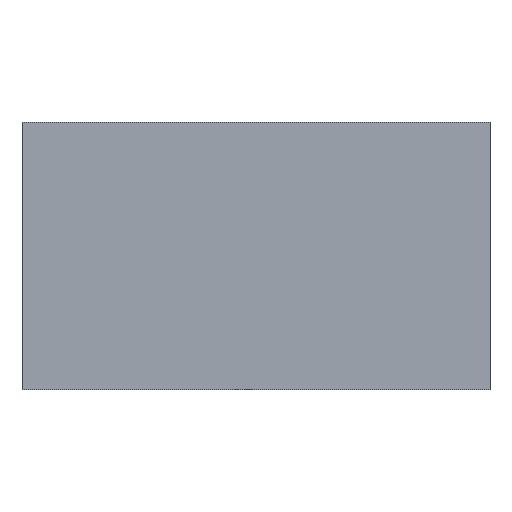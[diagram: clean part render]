
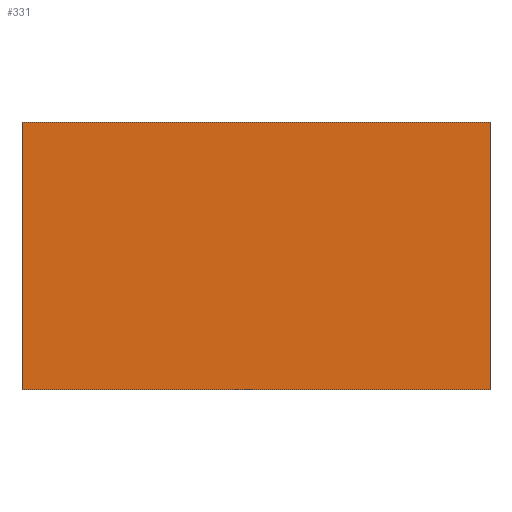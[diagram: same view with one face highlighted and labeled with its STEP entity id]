
A CAD part, front view. The second image highlights one B-rep face of the part: STEP entity #331.
In plain terms, the highlighted planar face has unit normal (0, -1, 0).
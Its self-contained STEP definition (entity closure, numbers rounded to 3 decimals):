
#58=ORIENTED_EDGE('',*,*,#160,.T.);
#59=ORIENTED_EDGE('',*,*,#161,.F.);
#60=ORIENTED_EDGE('',*,*,#162,.F.);
#61=ORIENTED_EDGE('',*,*,#157,.T.);
#157=EDGE_CURVE('',#209,#207,#242,.T.);
#160=EDGE_CURVE('',#207,#211,#245,.T.);
#161=EDGE_CURVE('',#212,#211,#246,.T.);
#162=EDGE_CURVE('',#209,#212,#247,.T.);
#207=VERTEX_POINT('',#531);
#209=VERTEX_POINT('',#534);
#211=VERTEX_POINT('',#540);
#212=VERTEX_POINT('',#542);
#242=LINE('',#533,#265);
#245=LINE('',#539,#268);
#246=LINE('',#541,#269);
#247=LINE('',#543,#270);
#265=VECTOR('',#414,1000.);
#268=VECTOR('',#419,1000.);
#269=VECTOR('',#420,1000.);
#270=VECTOR('',#421,1000.);
#288=EDGE_LOOP('',(#58,#59,#60,#61));
#307=FACE_BOUND('',#288,.T.);
#326=PLANE('',#363);
#331=ADVANCED_FACE('',(#307),#326,.F.);
#363=AXIS2_PLACEMENT_3D('',#538,#417,#418);
#414=DIRECTION('',(0.,0.,-1.));
#417=DIRECTION('',(0.,1.,0.));
#418=DIRECTION('',(0.,0.,1.));
#419=DIRECTION('',(1.,0.,0.));
#420=DIRECTION('',(0.,0.,-1.));
#421=DIRECTION('',(1.,0.,0.));
#531=CARTESIAN_POINT('',(0.,0.,0.));
#533=CARTESIAN_POINT('',(0.,0.,40.));
#534=CARTESIAN_POINT('',(0.,0.,40.));
#538=CARTESIAN_POINT('',(5.,0.,40.));
#539=CARTESIAN_POINT('',(5.,0.,0.));
#540=CARTESIAN_POINT('',(70.,0.,0.));
#541=CARTESIAN_POINT('',(70.,0.,40.));
#542=CARTESIAN_POINT('',(70.,0.,40.));
#543=CARTESIAN_POINT('',(5.,0.,40.));
